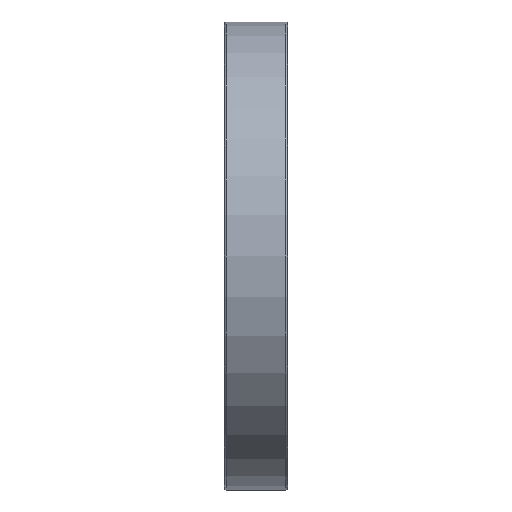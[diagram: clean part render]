
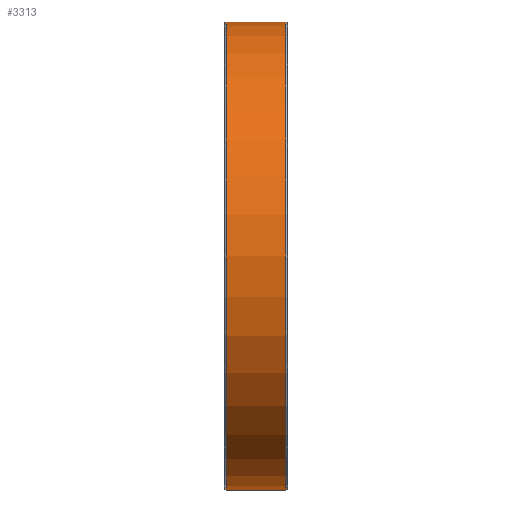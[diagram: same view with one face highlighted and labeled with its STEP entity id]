
A CAD part, front view. The second image highlights one B-rep face of the part: STEP entity #3313.
In plain terms, the highlighted cylindrical face has radius 26 mm (diameter 52 mm), a partial arc.
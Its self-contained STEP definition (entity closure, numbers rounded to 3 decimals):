
#11 = AXIS2_PLACEMENT_3D ( 'NONE', #1084, #1096, #1090 ) ;
#88 = EDGE_CURVE ( 'NONE', #3017, #3078, #2764, .T. ) ;
#118 = EDGE_CURVE ( 'NONE', #3069, #3083, #2832, .T. ) ;
#210 = EDGE_CURVE ( 'NONE', #3083, #3078, #286, .T. ) ;
#237 = CIRCLE ( 'NONE', #11, 26. ) ;
#286 = CIRCLE ( 'NONE', #2133, 26. ) ;
#477 = FACE_OUTER_BOUND ( 'NONE', #3010, .T. ) ;
#562 = CYLINDRICAL_SURFACE ( 'NONE', #1475, 26. ) ;
#836 = CARTESIAN_POINT ( 'NONE',  ( 0., 0., -26. ) ) ;
#876 = DIRECTION ( 'NONE',  ( -1., 0., 0. ) ) ;
#883 = DIRECTION ( 'NONE',  ( -1., 0., 0. ) ) ;
#918 = CARTESIAN_POINT ( 'NONE',  ( 0., 0., 26. ) ) ;
#1049 = DIRECTION ( 'NONE',  ( 0., 0., -1. ) ) ;
#1059 = DIRECTION ( 'NONE',  ( 1., 0., 0. ) ) ;
#1061 = CARTESIAN_POINT ( 'NONE',  ( -3.3, 0., 0. ) ) ;
#1084 = CARTESIAN_POINT ( 'NONE',  ( 3.3, 0., 0. ) ) ;
#1090 = DIRECTION ( 'NONE',  ( 0., 0., -1. ) ) ;
#1096 = DIRECTION ( 'NONE',  ( -1., 0., 0. ) ) ;
#1187 = CARTESIAN_POINT ( 'NONE',  ( 3.3, 0., -26. ) ) ;
#1248 = CARTESIAN_POINT ( 'NONE',  ( -3.3, 0., 26. ) ) ;
#1283 = CARTESIAN_POINT ( 'NONE',  ( 3.3, 0., 26. ) ) ;
#1286 = CARTESIAN_POINT ( 'NONE',  ( -3.3, 0., -26. ) ) ;
#1320 = EDGE_CURVE ( 'NONE', #3017, #3069, #237, .T. ) ;
#1475 = AXIS2_PLACEMENT_3D ( 'NONE', #1777, #1795, #1770 ) ;
#1770 = DIRECTION ( 'NONE',  ( 0., 0., 1. ) ) ;
#1777 = CARTESIAN_POINT ( 'NONE',  ( 0., 0., 0. ) ) ;
#1795 = DIRECTION ( 'NONE',  ( -1., 0., 0. ) ) ;
#2133 = AXIS2_PLACEMENT_3D ( 'NONE', #1061, #1059, #1049 ) ;
#2566 = ORIENTED_EDGE ( 'NONE', *, *, #88, .F. ) ;
#2570 = ORIENTED_EDGE ( 'NONE', *, *, #118, .T. ) ;
#2617 = ORIENTED_EDGE ( 'NONE', *, *, #1320, .T. ) ;
#2620 = ORIENTED_EDGE ( 'NONE', *, *, #210, .T. ) ;
#2763 = VECTOR ( 'NONE', #876, 1000. ) ;
#2764 = LINE ( 'NONE', #836, #2763 ) ;
#2832 = LINE ( 'NONE', #918, #2868 ) ;
#2868 = VECTOR ( 'NONE', #883, 1000. ) ;
#3010 = EDGE_LOOP ( 'NONE', ( #2566, #2617, #2570, #2620 ) ) ;
#3017 = VERTEX_POINT ( 'NONE', #1187 ) ;
#3069 = VERTEX_POINT ( 'NONE', #1283 ) ;
#3078 = VERTEX_POINT ( 'NONE', #1286 ) ;
#3083 = VERTEX_POINT ( 'NONE', #1248 ) ;
#3313 = ADVANCED_FACE ( 'NONE', ( #477 ), #562, .T. ) ;
